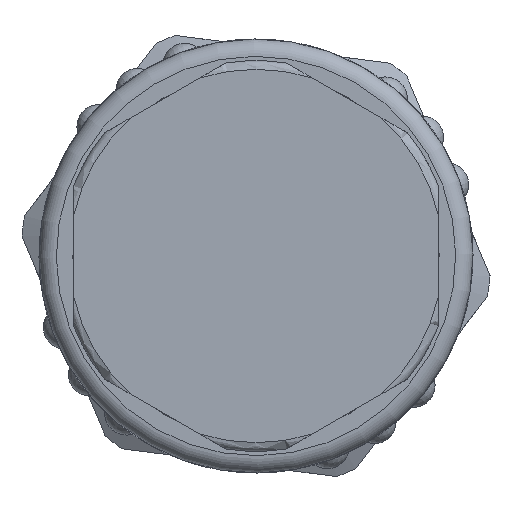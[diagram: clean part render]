
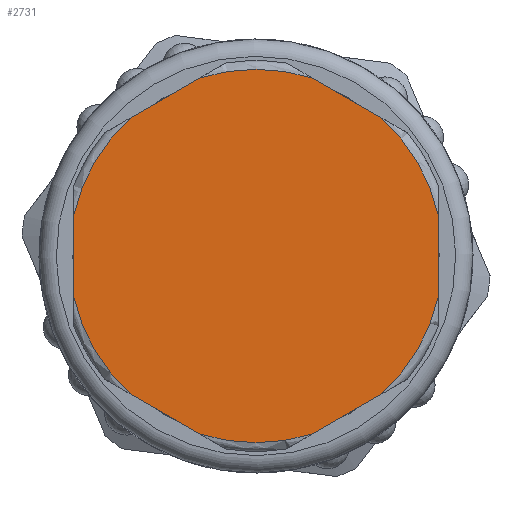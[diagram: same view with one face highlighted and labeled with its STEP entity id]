
A CAD part, left-side view. The second image highlights one B-rep face of the part: STEP entity #2731.
In plain terms, the highlighted planar face has unit normal (-1, 0, 0).
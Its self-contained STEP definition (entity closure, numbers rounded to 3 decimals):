
#1409=CARTESIAN_POINT('',(0.0,7.246,-7.941));
#1410=VERTEX_POINT('',#1409);
#1411=CARTESIAN_POINT('',(0.0,3.254,-10.246));
#1412=VERTEX_POINT('',#1411);
#1413=CARTESIAN_POINT('',(0.,7.246,-7.941));
#1414=DIRECTION('',(0.0,-0.866,-0.5));
#1415=VECTOR('',#1414,4.61);
#1416=LINE('',#1413,#1415);
#1417=EDGE_CURVE('',#1410,#1412,#1416,.T.);
#1541=CARTESIAN_POINT('',(0.0,-3.254,-10.246));
#1542=VERTEX_POINT('',#1541);
#1543=CARTESIAN_POINT('',(0.0,-7.246,-7.941));
#1544=VERTEX_POINT('',#1543);
#1545=CARTESIAN_POINT('',(0.,-3.254,-10.246));
#1546=DIRECTION('',(0.0,-0.866,0.5));
#1547=VECTOR('',#1546,4.61);
#1548=LINE('',#1545,#1547);
#1549=EDGE_CURVE('',#1542,#1544,#1548,.T.);
#1673=CARTESIAN_POINT('',(0.0,-10.5,-2.305));
#1674=VERTEX_POINT('',#1673);
#1675=CARTESIAN_POINT('',(0.0,-10.5,2.305));
#1676=VERTEX_POINT('',#1675);
#1677=CARTESIAN_POINT('',(0.,-10.5,-2.305));
#1678=DIRECTION('',(0.0,0.0,1.0));
#1679=VECTOR('',#1678,4.61);
#1680=LINE('',#1677,#1679);
#1681=EDGE_CURVE('',#1674,#1676,#1680,.T.);
#1805=CARTESIAN_POINT('',(0.0,-7.246,7.941));
#1806=VERTEX_POINT('',#1805);
#1807=CARTESIAN_POINT('',(0.0,-3.254,10.246));
#1808=VERTEX_POINT('',#1807);
#1809=CARTESIAN_POINT('',(0.,-7.246,7.941));
#1810=DIRECTION('',(0.0,0.866,0.5));
#1811=VECTOR('',#1810,4.61);
#1812=LINE('',#1809,#1811);
#1813=EDGE_CURVE('',#1806,#1808,#1812,.T.);
#1937=CARTESIAN_POINT('',(0.0,3.254,10.246));
#1938=VERTEX_POINT('',#1937);
#1939=CARTESIAN_POINT('',(0.0,7.246,7.941));
#1940=VERTEX_POINT('',#1939);
#1941=CARTESIAN_POINT('',(0.,3.254,10.246));
#1942=DIRECTION('',(0.0,0.866,-0.5));
#1943=VECTOR('',#1942,4.61);
#1944=LINE('',#1941,#1943);
#1945=EDGE_CURVE('',#1938,#1940,#1944,.T.);
#2484=CARTESIAN_POINT('',(0.0,10.5,-2.305));
#2485=VERTEX_POINT('',#2484);
#2486=CARTESIAN_POINT('',(0.0,0.0,0.0));
#2487=DIRECTION('',(1.0,0.0,0.0));
#2488=DIRECTION('',(0.0,1.0,0.0));
#2489=AXIS2_PLACEMENT_3D('',#2486,#2487,#2488);
#2490=CIRCLE('',#2489,10.75);
#2491=EDGE_CURVE('',#1410,#2485,#2490,.T.);
#2519=CARTESIAN_POINT('',(0.0,10.5,2.305));
#2520=VERTEX_POINT('',#2519);
#2536=CARTESIAN_POINT('',(0.0,0.0,0.0));
#2537=DIRECTION('',(1.0,0.0,0.0));
#2538=DIRECTION('',(0.0,1.0,0.0));
#2539=AXIS2_PLACEMENT_3D('',#2536,#2537,#2538);
#2540=CIRCLE('',#2539,10.75);
#2541=EDGE_CURVE('',#2520,#1940,#2540,.T.);
#2554=CARTESIAN_POINT('',(0.0,0.0,0.0));
#2555=DIRECTION('',(1.0,0.0,0.0));
#2556=DIRECTION('',(0.0,1.0,0.0));
#2557=AXIS2_PLACEMENT_3D('',#2554,#2555,#2556);
#2558=CIRCLE('',#2557,10.75);
#2559=EDGE_CURVE('',#1938,#1808,#2558,.T.);
#2572=CARTESIAN_POINT('',(0.0,0.0,0.0));
#2573=DIRECTION('',(1.0,0.0,0.0));
#2574=DIRECTION('',(0.0,1.0,0.0));
#2575=AXIS2_PLACEMENT_3D('',#2572,#2573,#2574);
#2576=CIRCLE('',#2575,10.75);
#2577=EDGE_CURVE('',#1806,#1676,#2576,.T.);
#2590=CARTESIAN_POINT('',(0.0,0.0,0.0));
#2591=DIRECTION('',(1.0,0.0,0.0));
#2592=DIRECTION('',(0.0,1.0,0.0));
#2593=AXIS2_PLACEMENT_3D('',#2590,#2591,#2592);
#2594=CIRCLE('',#2593,10.75);
#2595=EDGE_CURVE('',#1674,#1544,#2594,.T.);
#2605=CARTESIAN_POINT('',(0.,10.5,2.305));
#2606=DIRECTION('',(0.0,0.0,-1.0));
#2607=VECTOR('',#2606,4.61);
#2608=LINE('',#2605,#2607);
#2609=EDGE_CURVE('',#2520,#2485,#2608,.T.);
#2706=CARTESIAN_POINT('',(0.,8.55,0.0));
#2707=DIRECTION('',(-1.0,0.0,0.0));
#2708=DIRECTION('',(0.0,0.0,1.0));
#2709=AXIS2_PLACEMENT_3D('',#2706,#2707,#2708);
#2710=PLANE('',#2709);
#2711=ORIENTED_EDGE('',*,*,#1417,.T.);
#2712=CARTESIAN_POINT('',(0.0,0.0,0.0));
#2713=DIRECTION('',(1.0,0.0,0.0));
#2714=DIRECTION('',(0.0,1.0,0.0));
#2715=AXIS2_PLACEMENT_3D('',#2712,#2713,#2714);
#2716=CIRCLE('',#2715,10.75);
#2717=EDGE_CURVE('',#1542,#1412,#2716,.T.);
#2718=ORIENTED_EDGE('',*,*,#2717,.F.);
#2719=ORIENTED_EDGE('',*,*,#1549,.T.);
#2720=ORIENTED_EDGE('',*,*,#2595,.F.);
#2721=ORIENTED_EDGE('',*,*,#1681,.T.);
#2722=ORIENTED_EDGE('',*,*,#2577,.F.);
#2723=ORIENTED_EDGE('',*,*,#1813,.T.);
#2724=ORIENTED_EDGE('',*,*,#2559,.F.);
#2725=ORIENTED_EDGE('',*,*,#1945,.T.);
#2726=ORIENTED_EDGE('',*,*,#2541,.F.);
#2727=ORIENTED_EDGE('',*,*,#2609,.T.);
#2728=ORIENTED_EDGE('',*,*,#2491,.F.);
#2729=EDGE_LOOP('',(#2711,#2718,#2719,#2720,#2721,#2722,#2723,#2724,#2725,#2726,#2727,#2728));
#2730=FACE_OUTER_BOUND('',#2729,.T.);
#2731=ADVANCED_FACE('',(#2730),#2710,.T.);
